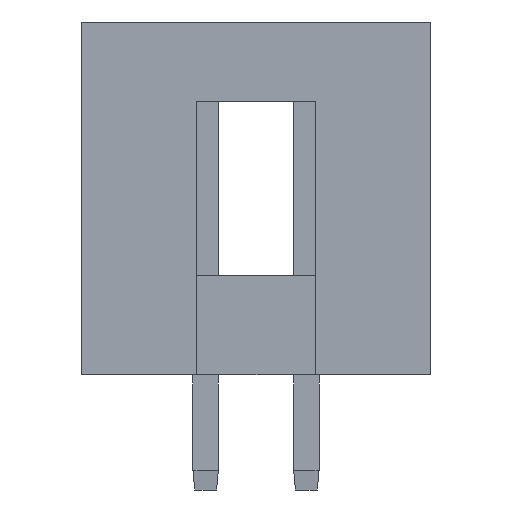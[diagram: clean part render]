
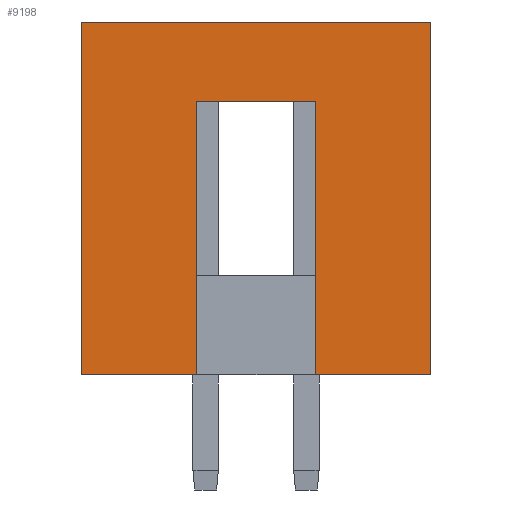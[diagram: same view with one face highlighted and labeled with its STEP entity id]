
A CAD part, left-side view. The second image highlights one B-rep face of the part: STEP entity #9198.
In plain terms, the highlighted planar face has unit normal (-1, 0, 0).
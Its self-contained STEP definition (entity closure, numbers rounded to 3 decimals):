
#476 = ORIENTED_EDGE ( 'NONE', *, *, #11816, .F. ) ;
#781 = CARTESIAN_POINT ( 'NONE',  ( -24.27, 1.77, 6.9 ) ) ;
#902 = CARTESIAN_POINT ( 'NONE',  ( -24.27, 1.77, 0. ) ) ;
#1127 = EDGE_CURVE ( 'NONE', #12260, #13026, #15892, .T. ) ;
#1251 = VERTEX_POINT ( 'NONE', #2984 ) ;
#1269 = VECTOR ( 'NONE', #9062, 1000. ) ;
#1308 = VECTOR ( 'NONE', #7439, 1000. ) ;
#1472 = DIRECTION ( 'NONE',  ( 0., 1., 0. ) ) ;
#1705 = LINE ( 'NONE', #4953, #1308 ) ;
#1773 = VERTEX_POINT ( 'NONE', #4245 ) ;
#2113 = CARTESIAN_POINT ( 'NONE',  ( -24.27, 1.77, 6.9 ) ) ;
#2157 = LINE ( 'NONE', #781, #8777 ) ;
#2270 = CARTESIAN_POINT ( 'NONE',  ( -24.27, -1.23, 6.9 ) ) ;
#2551 = EDGE_CURVE ( 'NONE', #1773, #14372, #1705, .T. ) ;
#2984 = CARTESIAN_POINT ( 'NONE',  ( -24.27, -1.23, 0. ) ) ;
#3429 = CARTESIAN_POINT ( 'NONE',  ( -24.27, -4.13, 2.5 ) ) ;
#3434 = VECTOR ( 'NONE', #3580, 1000. ) ;
#3580 = DIRECTION ( 'NONE',  ( 0., 0., -1. ) ) ;
#3766 = VERTEX_POINT ( 'NONE', #9206 ) ;
#3864 = EDGE_CURVE ( 'NONE', #7977, #13026, #2157, .T. ) ;
#4245 = CARTESIAN_POINT ( 'NONE',  ( -24.27, 4.67, 8.9 ) ) ;
#4599 = FACE_OUTER_BOUND ( 'NONE', #12158, .T. ) ;
#4953 = CARTESIAN_POINT ( 'NONE',  ( -24.27, 4.67, 8.9 ) ) ;
#4981 = VERTEX_POINT ( 'NONE', #4986 ) ;
#4986 = CARTESIAN_POINT ( 'NONE',  ( -24.27, -1.23, 6.9 ) ) ;
#5230 = CARTESIAN_POINT ( 'NONE',  ( -24.27, 4.67, 2.5 ) ) ;
#5554 = DIRECTION ( 'NONE',  ( 0., -1., 0. ) ) ;
#5678 = ORIENTED_EDGE ( 'NONE', *, *, #5882, .T. ) ;
#5713 = DIRECTION ( 'NONE',  ( 0., 0., -1. ) ) ;
#5882 = EDGE_CURVE ( 'NONE', #4981, #1251, #6757, .T. ) ;
#5991 = AXIS2_PLACEMENT_3D ( 'NONE', #5230, #13892, #6476 ) ;
#6129 = EDGE_CURVE ( 'NONE', #1773, #12260, #14516, .T. ) ;
#6420 = PLANE ( 'NONE',  #5991 ) ;
#6476 = DIRECTION ( 'NONE',  ( 0., 0., -1. ) ) ;
#6675 = LINE ( 'NONE', #14812, #12863 ) ;
#6757 = LINE ( 'NONE', #2270, #3434 ) ;
#7333 = DIRECTION ( 'NONE',  ( 0., -1., 0. ) ) ;
#7439 = DIRECTION ( 'NONE',  ( 0., -1., 0. ) ) ;
#7701 = EDGE_CURVE ( 'NONE', #4981, #7977, #13085, .T. ) ;
#7825 = ORIENTED_EDGE ( 'NONE', *, *, #1127, .T. ) ;
#7977 = VERTEX_POINT ( 'NONE', #2113 ) ;
#8777 = VECTOR ( 'NONE', #5713, 1000. ) ;
#8784 = LINE ( 'NONE', #3429, #15376 ) ;
#9062 = DIRECTION ( 'NONE',  ( 0., 0., -1. ) ) ;
#9198 = ADVANCED_FACE ( 'NONE', ( #4599 ), #6420, .F. ) ;
#9206 = CARTESIAN_POINT ( 'NONE',  ( -24.27, -4.13, 0. ) ) ;
#9788 = VECTOR ( 'NONE', #1472, 1000. ) ;
#10239 = EDGE_CURVE ( 'NONE', #1251, #3766, #6675, .T. ) ;
#10378 = CARTESIAN_POINT ( 'NONE',  ( -24.27, 4.67, 2.5 ) ) ;
#10433 = ORIENTED_EDGE ( 'NONE', *, *, #6129, .T. ) ;
#11517 = ORIENTED_EDGE ( 'NONE', *, *, #2551, .F. ) ;
#11816 = EDGE_CURVE ( 'NONE', #14372, #3766, #8784, .T. ) ;
#12137 = DIRECTION ( 'NONE',  ( 0., 0., -1. ) ) ;
#12158 = EDGE_LOOP ( 'NONE', ( #13084, #5678, #14556, #476, #11517, #10433, #7825, #14673 ) ) ;
#12260 = VERTEX_POINT ( 'NONE', #15363 ) ;
#12597 = VECTOR ( 'NONE', #5554, 1000. ) ;
#12608 = CARTESIAN_POINT ( 'NONE',  ( -24.27, 1.77, 6.9 ) ) ;
#12863 = VECTOR ( 'NONE', #7333, 1000. ) ;
#12906 = CARTESIAN_POINT ( 'NONE',  ( -24.27, 4.67, 0. ) ) ;
#13026 = VERTEX_POINT ( 'NONE', #902 ) ;
#13084 = ORIENTED_EDGE ( 'NONE', *, *, #7701, .F. ) ;
#13085 = LINE ( 'NONE', #12608, #9788 ) ;
#13892 = DIRECTION ( 'NONE',  ( 1., 0., 0. ) ) ;
#14011 = CARTESIAN_POINT ( 'NONE',  ( -24.27, -4.13, 8.9 ) ) ;
#14372 = VERTEX_POINT ( 'NONE', #14011 ) ;
#14516 = LINE ( 'NONE', #10378, #1269 ) ;
#14556 = ORIENTED_EDGE ( 'NONE', *, *, #10239, .T. ) ;
#14673 = ORIENTED_EDGE ( 'NONE', *, *, #3864, .F. ) ;
#14812 = CARTESIAN_POINT ( 'NONE',  ( -24.27, 4.67, 0. ) ) ;
#15363 = CARTESIAN_POINT ( 'NONE',  ( -24.27, 4.67, 0. ) ) ;
#15376 = VECTOR ( 'NONE', #12137, 1000. ) ;
#15892 = LINE ( 'NONE', #12906, #12597 ) ;
